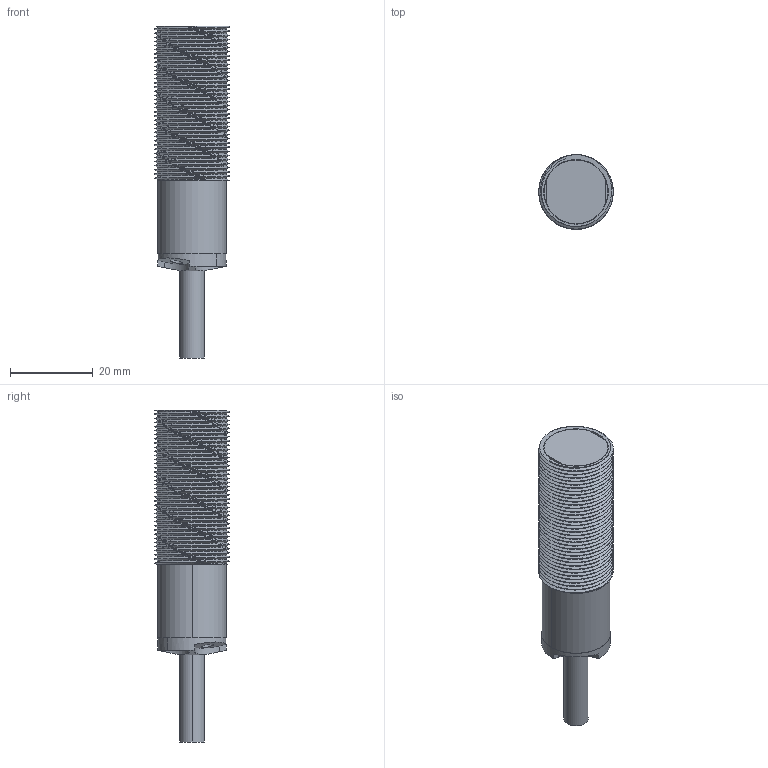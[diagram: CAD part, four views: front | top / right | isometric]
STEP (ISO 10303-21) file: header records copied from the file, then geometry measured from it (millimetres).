
FILE_DESCRIPTION((''),'2;1');
FILE_NAME('155356_SW','2011-02-03T',('banengservice'),('BANNER ENGINEERING'),'PRO/ENGINEER BY PARAMETRIC TECHNOLOGY CORPORATION, 2009141','PRO/ENGINEER BY PARAMETRIC TECHNOLOGY CORPORATION, 2009141','');
FILE_SCHEMA(('CONFIG_CONTROL_DESIGN'));
Length unit declared in the file: inch
Products named in the file (1): 155356_SW
Bounding box: 18 x 18 x 80.16 mm (x, y, z)
Volume: 5066.5 mm3; surface area: 10908.6 mm2
Topology: 1 solids, 3 shells, 276 faces, 728 edges, 464 vertices
Faces by surface type: cylinder 144, plane 53, cone 36, bspline 31, extrusion 6, torus 4, revolution 2
Entity records: 22162 total; most frequent: CARTESIAN_POINT 15691, ORIENTED_EDGE 1452, DIRECTION 1171, EDGE_CURVE 726, VERTEX_POINT 464, AXIS2_PLACEMENT_3D 447, EDGE_LOOP 298, FACE_OUTER_BOUND 276
